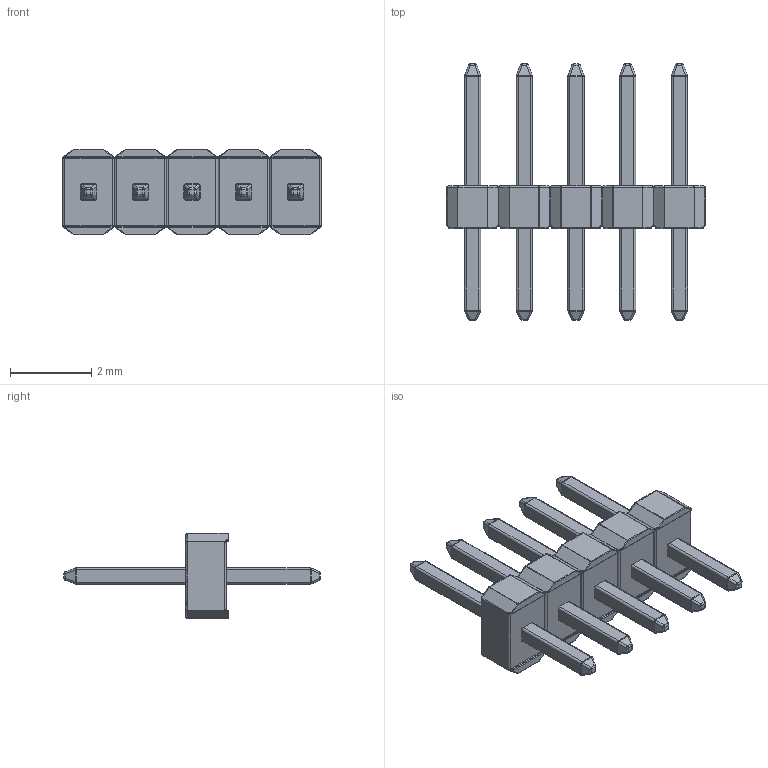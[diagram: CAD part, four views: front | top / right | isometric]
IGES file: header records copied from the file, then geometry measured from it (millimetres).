
Start section: SolidWorks IGES file using analytic representation for surfaces
Global section: file name: M50-3530542.IGS; native system: SolidWorks 2014; preprocessor: SolidWorks 2014; author: susan_ahlfs; date: 180116.105015; units: millimetre
Bounding box: 6.35 x 6.3 x 2.1 mm (x, y, z)
Surface area: 94.5 mm2 (no closed solid volume)
Topology: 0 solids, 0 shells, 710 faces, 3480 edges, 3400 vertices
Faces by surface type: revolution 400, bspline 310
